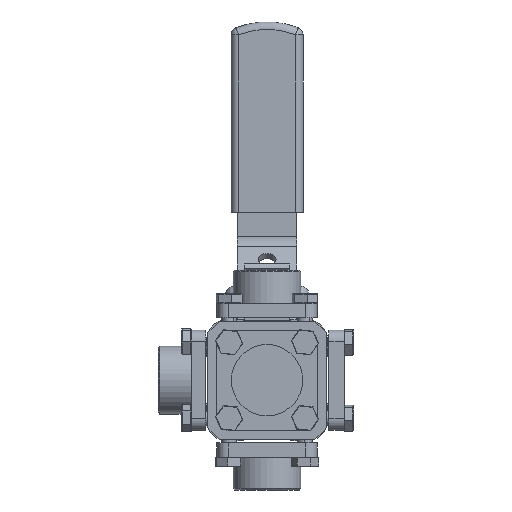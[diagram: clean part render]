
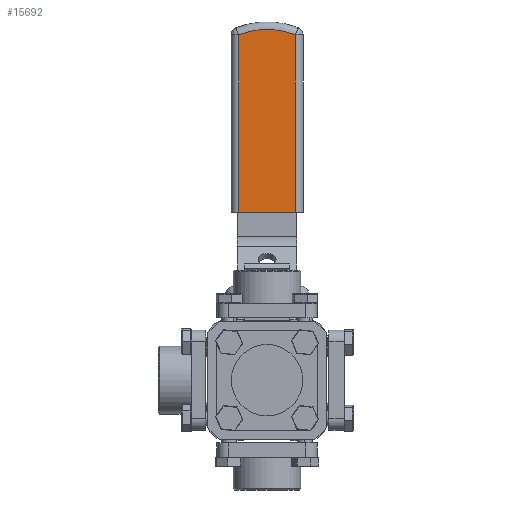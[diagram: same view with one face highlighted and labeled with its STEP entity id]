
A CAD part, front view. The second image highlights one B-rep face of the part: STEP entity #15692.
In plain terms, the highlighted planar face has unit normal (0, -1, 0).
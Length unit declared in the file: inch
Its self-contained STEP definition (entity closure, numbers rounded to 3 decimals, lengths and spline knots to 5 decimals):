
#191 = VECTOR ( 'NONE', #15745, 39.37008 ) ;
#521 = EDGE_LOOP ( 'NONE', ( #18910, #4021, #19237, #12894 ) ) ;
#2678 = DIRECTION ( 'NONE',  ( -1., 0., 0. ) ) ;
#3331 = LINE ( 'NONE', #22986, #16582 ) ;
#4021 = ORIENTED_EDGE ( 'NONE', *, *, #21323, .T. ) ;
#5724 = VERTEX_POINT ( 'NONE', #13604 ) ;
#7128 = AXIS2_PLACEMENT_3D ( 'NONE', #29697, #7490, #2678 ) ;
#7490 = DIRECTION ( 'NONE',  ( 0., 1., 0. ) ) ;
#8793 = DIRECTION ( 'NONE',  ( 0., 0., -1. ) ) ;
#9433 = CARTESIAN_POINT ( 'NONE',  ( -0.4685, 2.974, 5.68999 ) ) ;
#9589 = EDGE_CURVE ( 'NONE', #28887, #25193, #19860, .T. ) ;
#11228 = FACE_OUTER_BOUND ( 'NONE', #521, .T. ) ;
#12134 = CARTESIAN_POINT ( 'NONE',  ( -0.5935, 2.974, 2.77074 ) ) ;
#12894 = ORIENTED_EDGE ( 'NONE', *, *, #18763, .T. ) ;
#13604 = CARTESIAN_POINT ( 'NONE',  ( 0.4685, 2.974, 5.68999 ) ) ;
#14585 = DIRECTION ( 'NONE',  ( -1., 0., 0. ) ) ;
#15258 = CARTESIAN_POINT ( 'NONE',  ( 0.4685, 2.974, 5.77074 ) ) ;
#15692 = ADVANCED_FACE ( 'NONE', ( #11228 ), #28439, .F. ) ;
#15745 = DIRECTION ( 'NONE',  ( 0., 0., 1. ) ) ;
#16466 = EDGE_CURVE ( 'NONE', #5724, #19664, #24198, .T. ) ;
#16582 = VECTOR ( 'NONE', #8793, 39.37008 ) ;
#18763 = EDGE_CURVE ( 'NONE', #19664, #25193, #3331, .T. ) ;
#18910 = ORIENTED_EDGE ( 'NONE', *, *, #9589, .F. ) ;
#19071 = CARTESIAN_POINT ( 'NONE',  ( 0.4685, 2.974, 2.77074 ) ) ;
#19237 = ORIENTED_EDGE ( 'NONE', *, *, #16466, .T. ) ;
#19664 = VERTEX_POINT ( 'NONE', #9433 ) ;
#19860 = LINE ( 'NONE', #12134, #21211 ) ;
#20072 = AXIS2_PLACEMENT_3D ( 'NONE', #26796, #31804, #14585 ) ;
#21211 = VECTOR ( 'NONE', #29342, 39.37008 ) ;
#21323 = EDGE_CURVE ( 'NONE', #28887, #5724, #22834, .T. ) ;
#22834 = LINE ( 'NONE', #15258, #191 ) ;
#22986 = CARTESIAN_POINT ( 'NONE',  ( -0.4685, 2.974, 2.77074 ) ) ;
#24198 = CIRCLE ( 'NONE', #20072, 1.2275 ) ;
#24755 = CARTESIAN_POINT ( 'NONE',  ( -0.4685, 2.974, 2.77074 ) ) ;
#25193 = VERTEX_POINT ( 'NONE', #24755 ) ;
#26796 = CARTESIAN_POINT ( 'NONE',  ( 0., 2.974, 4.55541 ) ) ;
#28439 = PLANE ( 'NONE',  #7128 ) ;
#28887 = VERTEX_POINT ( 'NONE', #19071 ) ;
#29342 = DIRECTION ( 'NONE',  ( -1., 0., 0. ) ) ;
#29697 = CARTESIAN_POINT ( 'NONE',  ( 0., 2.974, 4.55541 ) ) ;
#31804 = DIRECTION ( 'NONE',  ( 0., -1., 0. ) ) ;
